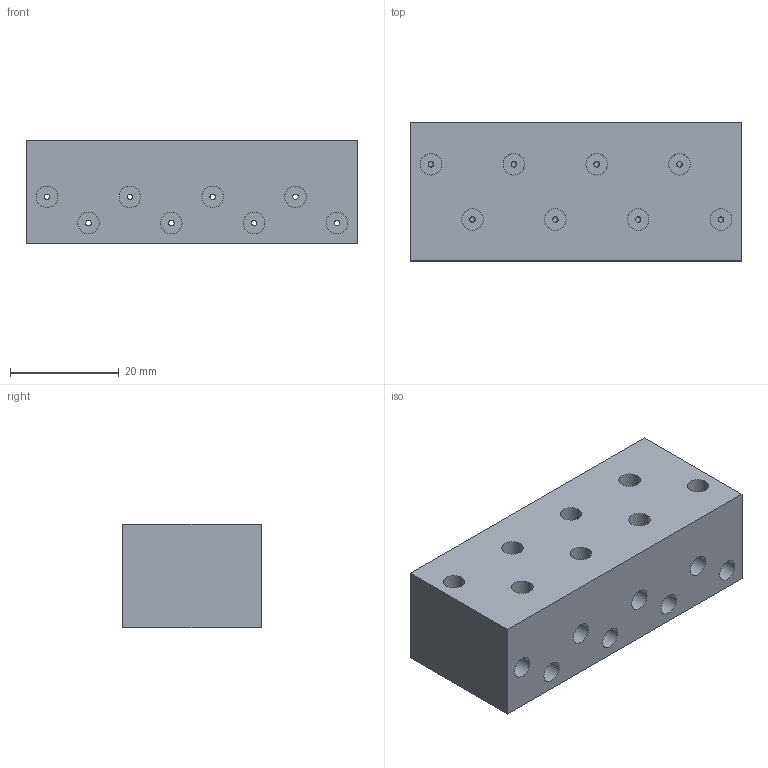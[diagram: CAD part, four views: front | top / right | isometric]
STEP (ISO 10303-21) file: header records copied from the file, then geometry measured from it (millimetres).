
FILE_DESCRIPTION((''),'2;1');
FILE_NAME('t-manifold ems.stp','2012-06-27T13:28:40',('Marc'),(''),'Autodesk Inventor 2011','Autodesk Inventor 2011','');
FILE_SCHEMA(('CONFIG_CONTROL_DESIGN'));
Length unit declared in the file: inch
Products named in the file (1): t-manifold ems
Bounding box: 60.96 x 25.4 x 19.05 mm (x, y, z)
Volume: 27090.9 mm3; surface area: 9193.8 mm2
Topology: 1 solids, 1 shells, 76 faces, 163 edges, 105 vertices
Faces by surface type: cylinder 43, plane 30, cone 3
Full cylindrical faces by diameter (mm): 1.016 x16, 3.302 x3, 3.962 x24
Entity records: 1888 total; most frequent: DIRECTION 354, CARTESIAN_POINT 285, ORIENTED_EDGE 212, EDGE_LOOP 178, AXIS2_PLACEMENT_3D 171, EDGE_CURVE 106, VERTEX_POINT 102, FACE_BOUND 102
